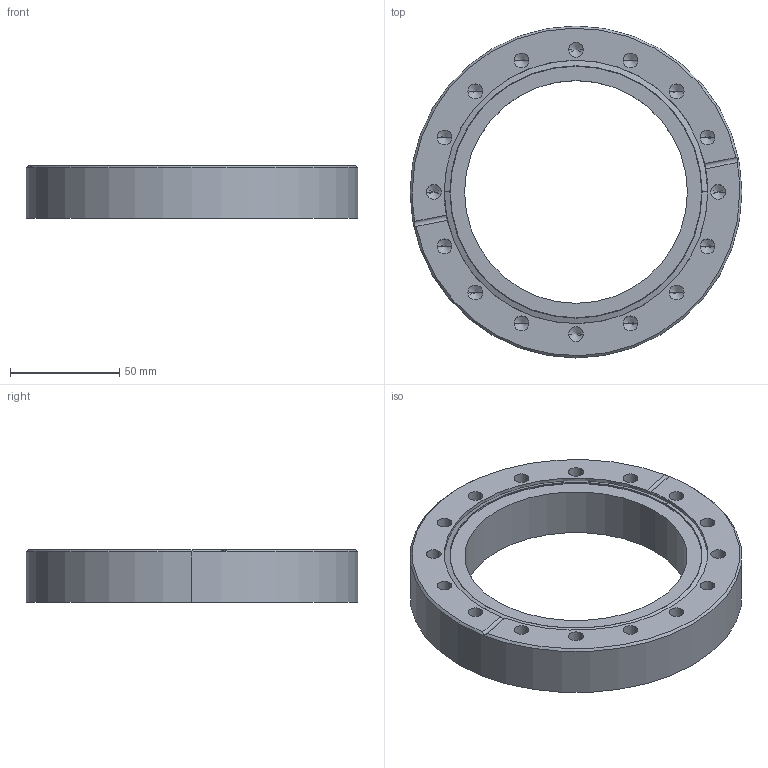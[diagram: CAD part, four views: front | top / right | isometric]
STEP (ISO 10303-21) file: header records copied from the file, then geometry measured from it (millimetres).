
FILE_DESCRIPTION (( 'STEP AP214' ), '1' );
FILE_NAME ('420FES100.step', '2017-07-07T10:17:34', ( 'install' ), ( '' ), 'SwSTEP 2.0', 'SolidWorks 2015', '' );
FILE_SCHEMA (( 'AUTOMOTIVE_DESIGN' ));
Length unit declared in the file: millimetre
Products named in the file (1): 420FES100
Bounding box: 152 x 152 x 24 mm (x, y, z)
Volume: 224466 mm3; surface area: 45523.7 mm2
Topology: 1 solids, 1 shells, 84 faces, 206 edges, 108 vertices
Faces by surface type: cylinder 40, cone 38, plane 4, torus 2
Entity records: 2682 total; most frequent: CARTESIAN_POINT 431, DIRECTION 430, ORIENTED_EDGE 348, AXIS2_PLACEMENT_3D 175, EDGE_CURVE 174, VERTEX_POINT 108, EDGE_LOOP 102, CIRCLE 90
